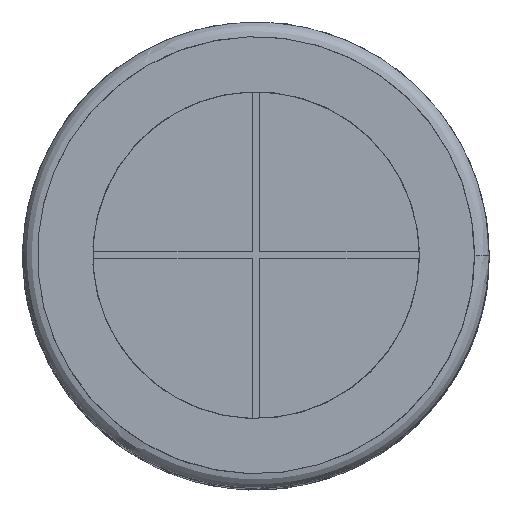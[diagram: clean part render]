
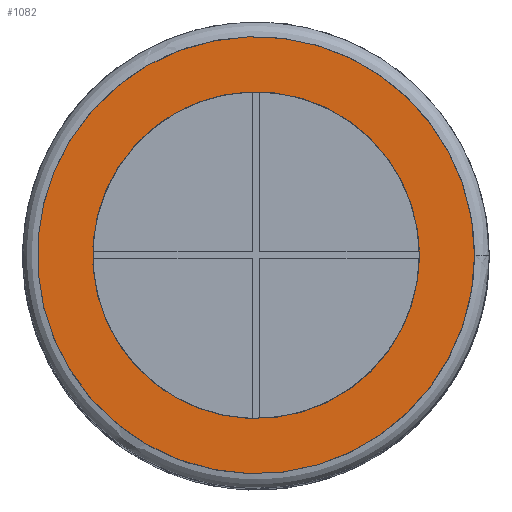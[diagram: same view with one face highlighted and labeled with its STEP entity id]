
A CAD part, top view. The second image highlights one B-rep face of the part: STEP entity #1082.
In plain terms, the highlighted free-form (B-spline) face has degree [1, 1] with [2, 2] control points.
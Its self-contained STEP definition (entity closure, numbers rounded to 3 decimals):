
#1082 = ADVANCED_FACE('',(#1083,#1109),#1135,.T.);
#1083 = FACE_BOUND('',#1084,.T.);
#1084 = EDGE_LOOP('',(#1085,#1095,#1103));
#1085 = ORIENTED_EDGE('',*,*,#1086,.T.);
#1086 = EDGE_CURVE('',#1087,#1089,#1091,.T.);
#1087 = VERTEX_POINT('',#1088);
#1088 = CARTESIAN_POINT('',(2.95,0.,12.55));
#1089 = VERTEX_POINT('',#1090);
#1090 = CARTESIAN_POINT('',(-1.475,2.555,12.55));
#1091 = ( BOUNDED_CURVE() B_SPLINE_CURVE(2,(#1092,#1093,#1094),
.UNSPECIFIED.,.F.,.F.) B_SPLINE_CURVE_WITH_KNOTS((3,3),(0.,2.094),
.PIECEWISE_BEZIER_KNOTS.) CURVE() GEOMETRIC_REPRESENTATION_ITEM() 
RATIONAL_B_SPLINE_CURVE((1.,0.5,1.)) REPRESENTATION_ITEM('') );
#1092 = CARTESIAN_POINT('',(2.95,0.,12.55));
#1093 = CARTESIAN_POINT('',(2.95,5.11,12.55));
#1094 = CARTESIAN_POINT('',(-1.475,2.555,12.55));
#1095 = ORIENTED_EDGE('',*,*,#1096,.T.);
#1096 = EDGE_CURVE('',#1089,#1097,#1099,.T.);
#1097 = VERTEX_POINT('',#1098);
#1098 = CARTESIAN_POINT('',(-1.475,-2.555,12.55));
#1099 = ( BOUNDED_CURVE() B_SPLINE_CURVE(2,(#1100,#1101,#1102),
.UNSPECIFIED.,.F.,.F.) B_SPLINE_CURVE_WITH_KNOTS((3,3),(2.094,
4.189),.PIECEWISE_BEZIER_KNOTS.) CURVE() 
GEOMETRIC_REPRESENTATION_ITEM() RATIONAL_B_SPLINE_CURVE((1.,0.5,1.)) 
REPRESENTATION_ITEM('') );
#1100 = CARTESIAN_POINT('',(-1.475,2.555,12.55));
#1101 = CARTESIAN_POINT('',(-5.9,0.,12.55));
#1102 = CARTESIAN_POINT('',(-1.475,-2.555,12.55));
#1103 = ORIENTED_EDGE('',*,*,#1104,.T.);
#1104 = EDGE_CURVE('',#1097,#1087,#1105,.T.);
#1105 = ( BOUNDED_CURVE() B_SPLINE_CURVE(2,(#1106,#1107,#1108),
.UNSPECIFIED.,.F.,.F.) B_SPLINE_CURVE_WITH_KNOTS((3,3),(4.189,
6.283),.PIECEWISE_BEZIER_KNOTS.) CURVE() 
GEOMETRIC_REPRESENTATION_ITEM() RATIONAL_B_SPLINE_CURVE((1.,0.5,1.)) 
REPRESENTATION_ITEM('') );
#1106 = CARTESIAN_POINT('',(-1.475,-2.555,12.55));
#1107 = CARTESIAN_POINT('',(2.95,-5.11,12.55));
#1108 = CARTESIAN_POINT('',(2.95,0.,12.55));
#1109 = FACE_BOUND('',#1110,.T.);
#1110 = EDGE_LOOP('',(#1111,#1121,#1129));
#1111 = ORIENTED_EDGE('',*,*,#1112,.T.);
#1112 = EDGE_CURVE('',#1113,#1115,#1117,.T.);
#1113 = VERTEX_POINT('',#1114);
#1114 = CARTESIAN_POINT('',(2.205,0.,12.55));
#1115 = VERTEX_POINT('',#1116);
#1116 = CARTESIAN_POINT('',(-1.103,-1.91,12.55));
#1117 = ( BOUNDED_CURVE() B_SPLINE_CURVE(2,(#1118,#1119,#1120),
.UNSPECIFIED.,.F.,.F.) B_SPLINE_CURVE_WITH_KNOTS((3,3),(0.,2.094),
.PIECEWISE_BEZIER_KNOTS.) CURVE() GEOMETRIC_REPRESENTATION_ITEM() 
RATIONAL_B_SPLINE_CURVE((1.,0.5,1.)) REPRESENTATION_ITEM('') );
#1118 = CARTESIAN_POINT('',(2.205,0.,12.55));
#1119 = CARTESIAN_POINT('',(2.205,-3.819,12.55));
#1120 = CARTESIAN_POINT('',(-1.103,-1.91,12.55));
#1121 = ORIENTED_EDGE('',*,*,#1122,.T.);
#1122 = EDGE_CURVE('',#1115,#1123,#1125,.T.);
#1123 = VERTEX_POINT('',#1124);
#1124 = CARTESIAN_POINT('',(-1.103,1.91,12.55));
#1125 = ( BOUNDED_CURVE() B_SPLINE_CURVE(2,(#1126,#1127,#1128),
.UNSPECIFIED.,.F.,.F.) B_SPLINE_CURVE_WITH_KNOTS((3,3),(2.094,
4.189),.PIECEWISE_BEZIER_KNOTS.) CURVE() 
GEOMETRIC_REPRESENTATION_ITEM() RATIONAL_B_SPLINE_CURVE((1.,0.5,1.)) 
REPRESENTATION_ITEM('') );
#1126 = CARTESIAN_POINT('',(-1.103,-1.91,12.55));
#1127 = CARTESIAN_POINT('',(-4.41,0.,12.55));
#1128 = CARTESIAN_POINT('',(-1.103,1.91,12.55));
#1129 = ORIENTED_EDGE('',*,*,#1130,.T.);
#1130 = EDGE_CURVE('',#1123,#1113,#1131,.T.);
#1131 = ( BOUNDED_CURVE() B_SPLINE_CURVE(2,(#1132,#1133,#1134),
.UNSPECIFIED.,.F.,.F.) B_SPLINE_CURVE_WITH_KNOTS((3,3),(4.189,
6.283),.PIECEWISE_BEZIER_KNOTS.) CURVE() 
GEOMETRIC_REPRESENTATION_ITEM() RATIONAL_B_SPLINE_CURVE((1.,0.5,1.)) 
REPRESENTATION_ITEM('') );
#1132 = CARTESIAN_POINT('',(-1.103,1.91,12.55));
#1133 = CARTESIAN_POINT('',(2.205,3.819,12.55));
#1134 = CARTESIAN_POINT('',(2.205,0.,12.55));
#1135 = B_SPLINE_SURFACE_WITH_KNOTS('',1,1,(
    (#1136,#1137)
    ,(#1138,#1139
    )),.UNSPECIFIED.,.F.,.F.,.F.,(2,2),(2,2),(-2.95,2.95),(-2.95,2.95),
  .PIECEWISE_BEZIER_KNOTS.);
#1136 = CARTESIAN_POINT('',(2.95,2.95,12.55));
#1137 = CARTESIAN_POINT('',(2.95,-2.95,12.55));
#1138 = CARTESIAN_POINT('',(-2.95,2.95,12.55));
#1139 = CARTESIAN_POINT('',(-2.95,-2.95,12.55));
